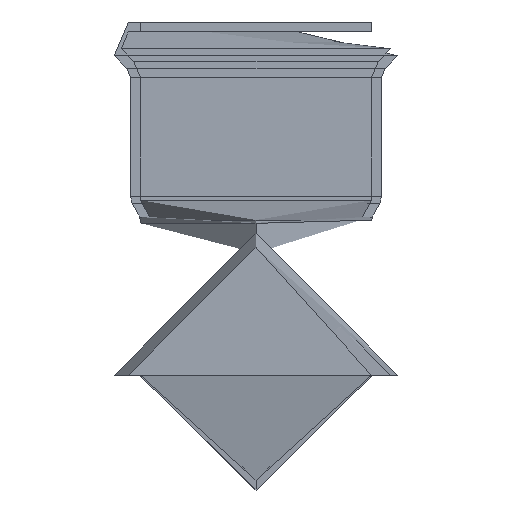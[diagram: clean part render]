
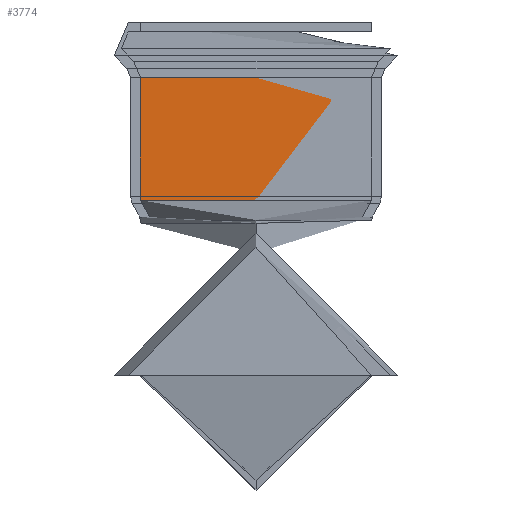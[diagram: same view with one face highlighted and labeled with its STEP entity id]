
A CAD part, left-side view. The second image highlights one B-rep face of the part: STEP entity #3774.
In plain terms, the highlighted free-form (B-spline) face has degree [1, 2] with [2, 9] control points.
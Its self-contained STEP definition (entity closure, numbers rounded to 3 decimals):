
#3729 = VERTEX_POINT('',#3730);
#3730 = CARTESIAN_POINT('',(27.,-17.5,0.));
#3735 = EDGE_CURVE('',#3736,#3729,#3738,.T.);
#3736 = VERTEX_POINT('',#3737);
#3737 = CARTESIAN_POINT('',(27.,17.5,0.));
#3738 = ( BOUNDED_CURVE() B_SPLINE_CURVE(2,(#3739,#3740,#3741,#3742,
#3743),.UNSPECIFIED.,.F.,.F.) B_SPLINE_CURVE_WITH_KNOTS((3,2,3),(0.,
1.571,3.142),.UNSPECIFIED.) CURVE() 
GEOMETRIC_REPRESENTATION_ITEM() RATIONAL_B_SPLINE_CURVE((1.,
0.707,1.,0.707,1.)) REPRESENTATION_ITEM('') );
#3739 = CARTESIAN_POINT('',(27.,17.5,0.));
#3740 = CARTESIAN_POINT('',(27.,17.5,17.5));
#3741 = CARTESIAN_POINT('',(27.,0.,17.5));
#3742 = CARTESIAN_POINT('',(27.,-17.5,17.5));
#3743 = CARTESIAN_POINT('',(27.,-17.5,0.));
#3745 = EDGE_CURVE('',#3729,#3736,#3746,.T.);
#3746 = ( BOUNDED_CURVE() B_SPLINE_CURVE(2,(#3747,#3748,#3749,#3750,
#3751),.UNSPECIFIED.,.F.,.F.) B_SPLINE_CURVE_WITH_KNOTS((3,2,3),(
    3.142,4.712,6.283),
.PIECEWISE_BEZIER_KNOTS.) CURVE() GEOMETRIC_REPRESENTATION_ITEM() 
RATIONAL_B_SPLINE_CURVE((1.,0.707,1.,0.707,1.)) 
REPRESENTATION_ITEM('') );
#3747 = CARTESIAN_POINT('',(27.,-17.5,0.));
#3748 = CARTESIAN_POINT('',(27.,-17.5,-17.5));
#3749 = CARTESIAN_POINT('',(27.,0.,-17.5));
#3750 = CARTESIAN_POINT('',(27.,17.5,-17.5));
#3751 = CARTESIAN_POINT('',(27.,17.5,0.));
#3774 = ADVANCED_FACE('',(#3775),#3811,.T.);
#3775 = FACE_BOUND('',#3776,.T.);
#3776 = EDGE_LOOP('',(#3777,#3778,#3785,#3793,#3801,#3809,#3810));
#3777 = ORIENTED_EDGE('',*,*,#3735,.T.);
#3778 = ORIENTED_EDGE('',*,*,#3779,.T.);
#3779 = EDGE_CURVE('',#3729,#3780,#3782,.T.);
#3780 = VERTEX_POINT('',#3781);
#3781 = CARTESIAN_POINT('',(8.421,-17.5,0.));
#3782 = B_SPLINE_CURVE_WITH_KNOTS('',1,(#3783,#3784),.UNSPECIFIED.,.F.,
  .F.,(2,2),(-0.531,0.531),.PIECEWISE_BEZIER_KNOTS.);
#3783 = CARTESIAN_POINT('',(27.,-17.5,0.));
#3784 = CARTESIAN_POINT('',(8.421,-17.5,0.));
#3785 = ORIENTED_EDGE('',*,*,#3786,.F.);
#3786 = EDGE_CURVE('',#3787,#3780,#3789,.T.);
#3787 = VERTEX_POINT('',#3788);
#3788 = CARTESIAN_POINT('',(8.421,0.,17.5));
#3789 = ( BOUNDED_CURVE() B_SPLINE_CURVE(2,(#3790,#3791,#3792),
.UNSPECIFIED.,.F.,.F.) B_SPLINE_CURVE_WITH_KNOTS((3,3),(1.571,
3.142),.PIECEWISE_BEZIER_KNOTS.) CURVE() 
GEOMETRIC_REPRESENTATION_ITEM() RATIONAL_B_SPLINE_CURVE((1.,
0.707,1.)) REPRESENTATION_ITEM('') );
#3790 = CARTESIAN_POINT('',(8.421,0.,17.5));
#3791 = CARTESIAN_POINT('',(8.421,-17.5,17.5));
#3792 = CARTESIAN_POINT('',(8.421,-17.5,0.));
#3793 = ORIENTED_EDGE('',*,*,#3794,.F.);
#3794 = EDGE_CURVE('',#3795,#3787,#3797,.T.);
#3795 = VERTEX_POINT('',#3796);
#3796 = CARTESIAN_POINT('',(8.421,17.5,0.));
#3797 = ( BOUNDED_CURVE() B_SPLINE_CURVE(2,(#3798,#3799,#3800),
.UNSPECIFIED.,.F.,.F.) B_SPLINE_CURVE_WITH_KNOTS((3,3),(0.,
1.571),.PIECEWISE_BEZIER_KNOTS.) CURVE() 
GEOMETRIC_REPRESENTATION_ITEM() RATIONAL_B_SPLINE_CURVE((1.,
0.707,1.)) REPRESENTATION_ITEM('') );
#3798 = CARTESIAN_POINT('',(8.421,17.5,0.));
#3799 = CARTESIAN_POINT('',(8.421,17.5,17.5));
#3800 = CARTESIAN_POINT('',(8.421,0.,17.5));
#3801 = ORIENTED_EDGE('',*,*,#3802,.F.);
#3802 = EDGE_CURVE('',#3780,#3795,#3803,.T.);
#3803 = ( BOUNDED_CURVE() B_SPLINE_CURVE(2,(#3804,#3805,#3806,#3807,
#3808),.UNSPECIFIED.,.F.,.F.) B_SPLINE_CURVE_WITH_KNOTS((3,2,3),(
    3.142,4.712,6.283),
.PIECEWISE_BEZIER_KNOTS.) CURVE() GEOMETRIC_REPRESENTATION_ITEM() 
RATIONAL_B_SPLINE_CURVE((1.,0.707,1.,0.707,1.)) 
REPRESENTATION_ITEM('') );
#3804 = CARTESIAN_POINT('',(8.421,-17.5,0.));
#3805 = CARTESIAN_POINT('',(8.421,-17.5,-17.5));
#3806 = CARTESIAN_POINT('',(8.421,0.,-17.5));
#3807 = CARTESIAN_POINT('',(8.421,17.5,-17.5));
#3808 = CARTESIAN_POINT('',(8.421,17.5,0.));
#3809 = ORIENTED_EDGE('',*,*,#3779,.F.);
#3810 = ORIENTED_EDGE('',*,*,#3745,.T.);
#3811 = ( BOUNDED_SURFACE() B_SPLINE_SURFACE(1,2,(
    (#3812,#3813,#3814,#3815,#3816,#3817,#3818,#3819,#3820)
    ,(#3821,#3822,#3823,#3824,#3825,#3826,#3827,#3828,#3829
)),.UNSPECIFIED.,.F.,.T.,.F.) B_SPLINE_SURFACE_WITH_KNOTS((2,2),(1,2,2,2
    ,2,2,1),(-0.531,0.531),(-4.712,
    -3.142,-1.571,0.,1.571,3.142,
4.712),.UNSPECIFIED.) GEOMETRIC_REPRESENTATION_ITEM() 
RATIONAL_B_SPLINE_SURFACE((
    (1.,0.707,1.,0.707,1.,0.707,1.
      ,0.707,1.)
    ,(1.,0.707,1.,0.707,1.,0.707,1.
,0.707,1.))) REPRESENTATION_ITEM('') SURFACE() );
#3812 = CARTESIAN_POINT('',(8.421,-17.5,0.));
#3813 = CARTESIAN_POINT('',(8.421,-17.5,-17.5));
#3814 = CARTESIAN_POINT('',(8.421,0.,-17.5));
#3815 = CARTESIAN_POINT('',(8.421,17.5,-17.5));
#3816 = CARTESIAN_POINT('',(8.421,17.5,0.));
#3817 = CARTESIAN_POINT('',(8.421,17.5,17.5));
#3818 = CARTESIAN_POINT('',(8.421,0.,17.5));
#3819 = CARTESIAN_POINT('',(8.421,-17.5,17.5));
#3820 = CARTESIAN_POINT('',(8.421,-17.5,0.));
#3821 = CARTESIAN_POINT('',(27.,-17.5,0.));
#3822 = CARTESIAN_POINT('',(27.,-17.5,-17.5));
#3823 = CARTESIAN_POINT('',(27.,0.,-17.5));
#3824 = CARTESIAN_POINT('',(27.,17.5,-17.5));
#3825 = CARTESIAN_POINT('',(27.,17.5,0.));
#3826 = CARTESIAN_POINT('',(27.,17.5,17.5));
#3827 = CARTESIAN_POINT('',(27.,0.,17.5));
#3828 = CARTESIAN_POINT('',(27.,-17.5,17.5));
#3829 = CARTESIAN_POINT('',(27.,-17.5,0.));
